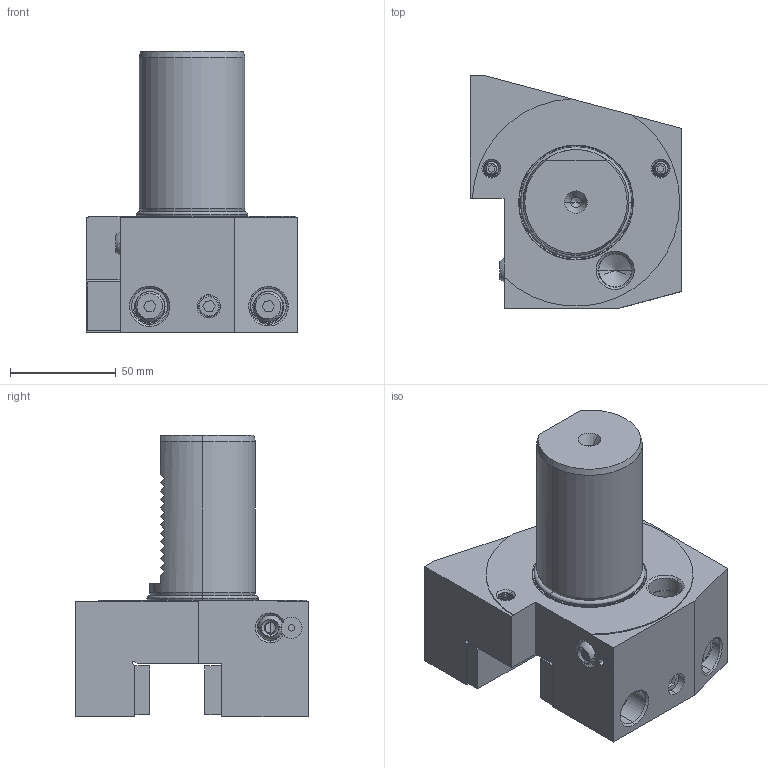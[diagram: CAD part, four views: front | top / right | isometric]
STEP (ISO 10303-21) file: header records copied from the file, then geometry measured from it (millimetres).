
FILE_DESCRIPTION (( 'STEP AP203' ), '1' );
FILE_NAME ('509.33.32.STEP', '2016-11-28T09:35:44', ( '' ), ( '' ), 'SwSTEP 2.0', 'SolidWorks 2012', '' );
FILE_SCHEMA (( 'CONFIG_CONTROL_DESIGN' ));
Products named in the file (13): M16平頭螺絲35; 509.33.32; M6x40; 33x7.8; M8尖頭螺絲; 管螺文螺絲; O型環48.7; M6x16; 出水銅嘴; 皿頭_M5; 84x23x8; 99x23x7; VDI50    B3
Assembly tree (14 placements, depth 2):
  509.33.32
    VDI50    B3
    84x23x8
    99x23x7
    O型環48.7
    M6x16
    出水銅嘴
    皿頭_M5
    M8尖頭螺絲  x2
    管螺文螺絲
    M6x40
    33x7.8
    M16平頭螺絲35  x2
Bounding box: 100 x 110 x 133 mm (x, y, z)
Volume: 545392.4 mm3; surface area: 92121.3 mm2
Topology: 31 solids, 31 shells, 725 faces, 1867 edges, 1211 vertices
Faces by surface type: cylinder 330, cone 150, plane 148, bspline 77, torus 18, sphere 2
Entity records: 87980 total; most frequent: CARTESIAN_POINT 72721, ORIENTED_EDGE 3370, DIRECTION 2308, EDGE_CURVE 1685, VERTEX_POINT 1096, AXIS2_PLACEMENT_3D 838, EDGE_LOOP 701, FACE_OUTER_BOUND 662
